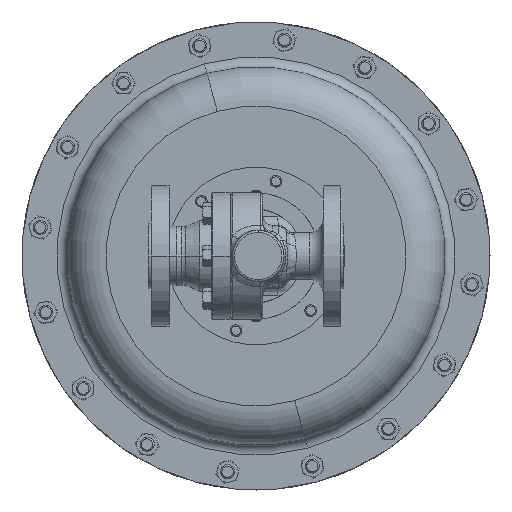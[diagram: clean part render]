
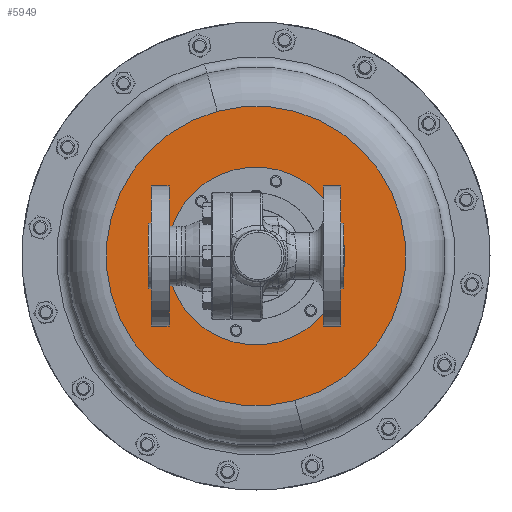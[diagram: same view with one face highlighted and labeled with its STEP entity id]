
A CAD part, front view. The second image highlights one B-rep face of the part: STEP entity #5949.
In plain terms, the highlighted planar face has unit normal (0, -1, 0).
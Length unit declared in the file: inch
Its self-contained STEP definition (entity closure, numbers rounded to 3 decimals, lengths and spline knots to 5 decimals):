
#102 = DIRECTION ( 'NONE',  ( 0., 1., 0. ) ) ;
#313 = CIRCLE ( 'NONE', #21951, 2.375 ) ;
#808 = DIRECTION ( 'NONE',  ( 0., 1., 0. ) ) ;
#870 = DIRECTION ( 'NONE',  ( -0.259, 0., 0.966 ) ) ;
#996 = DIRECTION ( 'NONE',  ( 0., 1., 0. ) ) ;
#1095 = CARTESIAN_POINT ( 'NONE',  ( -0.185, 7.5925, 0. ) ) ;
#2050 = FACE_OUTER_BOUND ( 'NONE', #26822, .T. ) ;
#3506 = EDGE_LOOP ( 'NONE', ( #8443, #8414 ) ) ;
#4944 = VERTEX_POINT ( 'NONE', #22422 ) ;
#5949 = ADVANCED_FACE ( 'NONE', ( #2050, #28636 ), #22351, .T. ) ;
#6165 = CARTESIAN_POINT ( 'NONE',  ( -1.22028, 7.5925, 3.8637 ) ) ;
#7103 = CIRCLE ( 'NONE', #26473, 4. ) ;
#8414 = ORIENTED_EDGE ( 'NONE', *, *, #22465, .T. ) ;
#8443 = ORIENTED_EDGE ( 'NONE', *, *, #25867, .T. ) ;
#9078 = EDGE_CURVE ( 'NONE', #15859, #13951, #23735, .T. ) ;
#9533 = ORIENTED_EDGE ( 'NONE', *, *, #9078, .F. ) ;
#9927 = ORIENTED_EDGE ( 'NONE', *, *, #20670, .F. ) ;
#10756 = CARTESIAN_POINT ( 'NONE',  ( -0.185, 7.5925, 0. ) ) ;
#11539 = CARTESIAN_POINT ( 'NONE',  ( 0.85028, 7.5925, -3.8637 ) ) ;
#11545 = AXIS2_PLACEMENT_3D ( 'NONE', #1095, #996, #870 ) ;
#13259 = DIRECTION ( 'NONE',  ( 0.707, 0., 0.707 ) ) ;
#13951 = VERTEX_POINT ( 'NONE', #6165 ) ;
#14126 = AXIS2_PLACEMENT_3D ( 'NONE', #21232, #20476, #20375 ) ;
#14357 = CARTESIAN_POINT ( 'NONE',  ( 1.49438, 7.5925, 1.67938 ) ) ;
#14842 = CARTESIAN_POINT ( 'NONE',  ( -0.185, 7.5925, 0. ) ) ;
#15511 = CARTESIAN_POINT ( 'NONE',  ( -0.185, 7.5925, 0. ) ) ;
#15824 = CIRCLE ( 'NONE', #27078, 2.375 ) ;
#15859 = VERTEX_POINT ( 'NONE', #11539 ) ;
#17255 = DIRECTION ( 'NONE',  ( 0.707, 0., 0.707 ) ) ;
#17922 = DIRECTION ( 'NONE',  ( -0.259, 0., 0.966 ) ) ;
#20375 = DIRECTION ( 'NONE',  ( 0.259, 0., -0.966 ) ) ;
#20476 = DIRECTION ( 'NONE',  ( 0., -1., 0. ) ) ;
#20670 = EDGE_CURVE ( 'NONE', #13951, #15859, #7103, .T. ) ;
#21232 = CARTESIAN_POINT ( 'NONE',  ( 3.6787, 7.5925, 1.03528 ) ) ;
#21951 = AXIS2_PLACEMENT_3D ( 'NONE', #14842, #102, #17255 ) ;
#22351 = PLANE ( 'NONE',  #14126 ) ;
#22422 = CARTESIAN_POINT ( 'NONE',  ( -1.86438, 7.5925, -1.67938 ) ) ;
#22465 = EDGE_CURVE ( 'NONE', #25210, #4944, #15824, .T. ) ;
#23735 = CIRCLE ( 'NONE', #11545, 4. ) ;
#25210 = VERTEX_POINT ( 'NONE', #14357 ) ;
#25867 = EDGE_CURVE ( 'NONE', #4944, #25210, #313, .T. ) ;
#26473 = AXIS2_PLACEMENT_3D ( 'NONE', #15511, #808, #17922 ) ;
#26822 = EDGE_LOOP ( 'NONE', ( #9927, #9533 ) ) ;
#27078 = AXIS2_PLACEMENT_3D ( 'NONE', #10756, #27678, #13259 ) ;
#27678 = DIRECTION ( 'NONE',  ( 0., 1., 0. ) ) ;
#28636 = FACE_BOUND ( 'NONE', #3506, .T. ) ;
